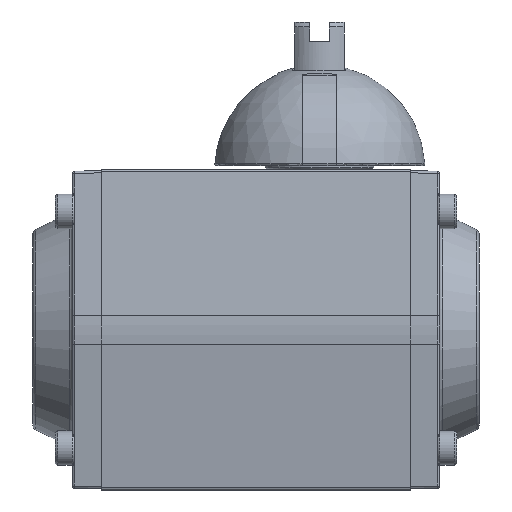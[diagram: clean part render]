
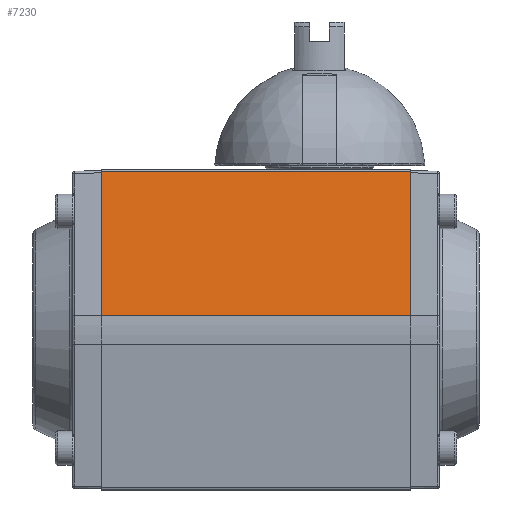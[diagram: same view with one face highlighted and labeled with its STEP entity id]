
A CAD part, left-side view. The second image highlights one B-rep face of the part: STEP entity #7230.
In plain terms, the highlighted planar face has unit normal (-0.994, 0, 0.112).
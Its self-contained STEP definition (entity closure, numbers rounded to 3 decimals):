
#597=LINE('',#12060,#1118);
#630=LINE('',#12223,#1151);
#631=LINE('',#12227,#1152);
#632=LINE('',#12229,#1153);
#1118=VECTOR('',#9512,1000.);
#1151=VECTOR('',#9609,1000.);
#1152=VECTOR('',#9614,1000.);
#1153=VECTOR('',#9615,1000.);
#2190=ORIENTED_EDGE('',*,*,#3914,.F.);
#2191=ORIENTED_EDGE('',*,*,#3854,.T.);
#2192=ORIENTED_EDGE('',*,*,#3912,.T.);
#2193=ORIENTED_EDGE('',*,*,#3915,.F.);
#3854=EDGE_CURVE('',#4894,#4893,#597,.T.);
#3912=EDGE_CURVE('',#4893,#4943,#630,.T.);
#3914=EDGE_CURVE('',#4894,#4944,#631,.T.);
#3915=EDGE_CURVE('',#4944,#4943,#632,.T.);
#4893=VERTEX_POINT('',#12059);
#4894=VERTEX_POINT('',#12061);
#4943=VERTEX_POINT('',#12224);
#4944=VERTEX_POINT('',#12228);
#6006=EDGE_LOOP('',(#2190,#2191,#2192,#2193));
#6552=FACE_BOUND('',#6006,.T.);
#6995=PLANE('',#8139);
#7230=ADVANCED_FACE('',(#6552),#6995,.T.);
#8139=AXIS2_PLACEMENT_3D('',#12226,#9612,#9613);
#9512=DIRECTION('',(0.112,0.,0.994));
#9609=DIRECTION('',(0.,1.,0.));
#9612=DIRECTION('',(-0.994,0.,0.112));
#9613=DIRECTION('',(0.112,0.,0.994));
#9614=DIRECTION('',(0.,1.,0.));
#9615=DIRECTION('',(0.112,0.,0.994));
#12059=CARTESIAN_POINT('',(-23.05,-18.4,32.056));
#12060=CARTESIAN_POINT('',(-23.,-18.4,32.5));
#12061=CARTESIAN_POINT('',(-26.333,-18.4,2.972));
#12223=CARTESIAN_POINT('',(-23.05,-44.1,32.056));
#12224=CARTESIAN_POINT('',(-23.05,44.1,32.056));
#12226=CARTESIAN_POINT('',(-23.,-44.1,32.5));
#12227=CARTESIAN_POINT('',(-26.333,-44.1,2.972));
#12228=CARTESIAN_POINT('',(-26.333,44.1,2.972));
#12229=CARTESIAN_POINT('',(-23.,44.1,32.5));
